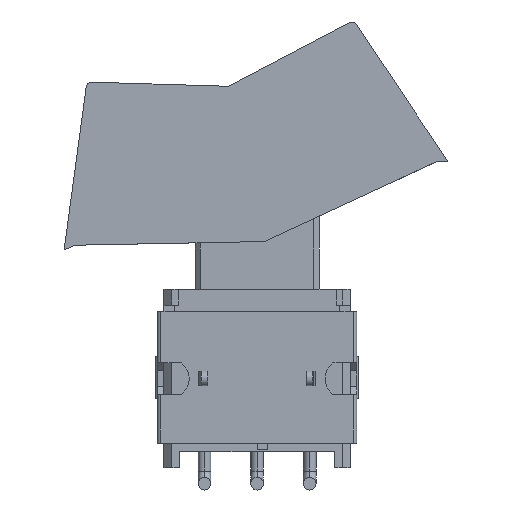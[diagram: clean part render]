
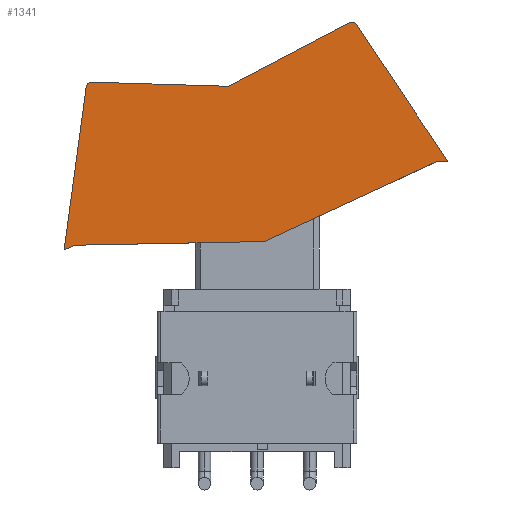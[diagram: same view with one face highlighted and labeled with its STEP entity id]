
A CAD part, front view. The second image highlights one B-rep face of the part: STEP entity #1341.
In plain terms, the highlighted planar face has unit normal (0, -1, 0).
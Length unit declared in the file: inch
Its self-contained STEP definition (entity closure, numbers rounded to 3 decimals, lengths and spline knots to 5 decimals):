
#1327 = EDGE_CURVE( '', #3787, #2787, #3863, .T. );
#1341 = ADVANCED_FACE( '', ( #3878 ), #3879, .F. );
#1513 = EDGE_CURVE( '', #1687, #1999, #4071, .T. );
#1589 = VERTEX_POINT( '', #4150 );
#1619 = EDGE_CURVE( '', #2787, #1687, #4182, .T. );
#1669 = EDGE_CURVE( '', #1999, #1589, #4238, .T. );
#1687 = VERTEX_POINT( '', #4257 );
#1775 = EDGE_CURVE( '', #1589, #3287, #4352, .T. );
#1891 = EDGE_CURVE( '', #2859, #3787, #4480, .T. );
#1999 = VERTEX_POINT( '', #4599 );
#2029 = VERTEX_POINT( '', #4629 );
#2165 = VERTEX_POINT( '', #4780 );
#2183 = EDGE_CURVE( '', #3653, #2165, #4798, .T. );
#2747 = EDGE_CURVE( '', #2029, #2859, #5426, .T. );
#2787 = VERTEX_POINT( '', #5468 );
#2859 = VERTEX_POINT( '', #5546 );
#2951 = EDGE_CURVE( '', #3287, #3653, #5647, .T. );
#3039 = EDGE_CURVE( '', #2165, #2029, #5742, .T. );
#3287 = VERTEX_POINT( '', #6025 );
#3653 = VERTEX_POINT( '', #6420 );
#3787 = VERTEX_POINT( '', #6562 );
#3863 = CIRCLE( '', #6642, 0.01 );
#3878 = FACE_OUTER_BOUND( '', #6663, .T. );
#3879 = PLANE( '', #6664 );
#4071 = LINE( '', #6946, #6947 );
#4150 = CARTESIAN_POINT( '', ( 0.0136, -0.13, 0.09098 ) );
#4182 = LINE( '', #7110, #7111 );
#4238 = LINE( '', #7190, #7191 );
#4257 = CARTESIAN_POINT( '', ( 0.36227, -0.13, 0.24332 ) );
#4352 = LINE( '', #7354, #7355 );
#4480 = LINE( '', #7541, #7542 );
#4599 = CARTESIAN_POINT( '', ( 0.34075, -0.13, 0.24274 ) );
#4629 = CARTESIAN_POINT( '', ( -0.31436, -0.13, 0.39372 ) );
#4780 = CARTESIAN_POINT( '', ( -0.32457, -0.13, 0.38506 ) );
#4798 = LINE( '', #8003, #8004 );
#5426 = LINE( '', #8881, #8882 );
#5468 = CARTESIAN_POINT( '', ( 0.18863, -0.13, 0.50354 ) );
#5546 = CARTESIAN_POINT( '', ( -0.05448, -0.13, 0.38589 ) );
#5647 = LINE( '', #9180, #9181 );
#5742 = CIRCLE( '', #9321, 0.01 );
#6025 = CARTESIAN_POINT( '', ( -0.34696, -0.13, 0.08397 ) );
#6420 = CARTESIAN_POINT( '', ( -0.36656, -0.13, 0.07506 ) );
#6562 = CARTESIAN_POINT( '', ( 0.17566, -0.13, 0.50685 ) );
#6642 = AXIS2_PLACEMENT_3D( '', #10523, #10524, #10525 );
#6663 = EDGE_LOOP( '', ( #10538, #10539, #10540, #10541, #10542, #10543, #10544, #10545, #10546, #10547 ) );
#6664 = AXIS2_PLACEMENT_3D( '', #10548, #10549, #10550 );
#6946 = CARTESIAN_POINT( '', ( 0.36227, -0.13, 0.24332 ) );
#6947 = VECTOR( '', #10803, 1. );
#7110 = CARTESIAN_POINT( '', ( 0.18863, -0.13, 0.50354 ) );
#7111 = VECTOR( '', #10878, 1. );
#7190 = CARTESIAN_POINT( '', ( 0.34075, -0.13, 0.24274 ) );
#7191 = VECTOR( '', #10943, 1. );
#7354 = CARTESIAN_POINT( '', ( 0.0136, -0.13, 0.09098 ) );
#7355 = VECTOR( '', #11053, 1. );
#7541 = CARTESIAN_POINT( '', ( -0.05448, -0.13, 0.38589 ) );
#7542 = VECTOR( '', #11211, 1. );
#8003 = CARTESIAN_POINT( '', ( -0.36656, -0.13, 0.07506 ) );
#8004 = VECTOR( '', #11546, 1. );
#8881 = CARTESIAN_POINT( '', ( -0.31436, -0.13, 0.39372 ) );
#8882 = VECTOR( '', #12301, 1. );
#9180 = CARTESIAN_POINT( '', ( -0.34696, -0.13, 0.08397 ) );
#9181 = VECTOR( '', #12527, 1. );
#9321 = AXIS2_PLACEMENT_3D( '', #12613, #12614, #12615 );
#10523 = CARTESIAN_POINT( '', ( 0.18031, -0.13, 0.498 ) );
#10524 = DIRECTION( '', ( 0., 1., 0. ) );
#10525 = DIRECTION( '', ( -0.465, 0., 0.885 ) );
#10538 = ORIENTED_EDGE( '', *, *, #1669, .F. );
#10539 = ORIENTED_EDGE( '', *, *, #1513, .F. );
#10540 = ORIENTED_EDGE( '', *, *, #1619, .F. );
#10541 = ORIENTED_EDGE( '', *, *, #1327, .F. );
#10542 = ORIENTED_EDGE( '', *, *, #1891, .F. );
#10543 = ORIENTED_EDGE( '', *, *, #2747, .F. );
#10544 = ORIENTED_EDGE( '', *, *, #3039, .F. );
#10545 = ORIENTED_EDGE( '', *, *, #2183, .F. );
#10546 = ORIENTED_EDGE( '', *, *, #2951, .F. );
#10547 = ORIENTED_EDGE( '', *, *, #1775, .F. );
#10548 = CARTESIAN_POINT( '', ( -0.00001, -0.13, 0.14993 ) );
#10549 = DIRECTION( '', ( 0., 1., 0. ) );
#10550 = DIRECTION( '', ( -0.974, 0., -0.225 ) );
#10803 = DIRECTION( '', ( -1., 0., -0.027 ) );
#10878 = DIRECTION( '', ( 0.555, 0., -0.832 ) );
#10943 = DIRECTION( '', ( -0.907, 0., -0.421 ) );
#11053 = DIRECTION( '', ( -1., 0., -0.019 ) );
#11211 = DIRECTION( '', ( 0.885, 0., 0.465 ) );
#11546 = DIRECTION( '', ( 0.134, 0., 0.991 ) );
#12301 = DIRECTION( '', ( 1., 0., -0.03 ) );
#12527 = DIRECTION( '', ( -0.91, 0., -0.414 ) );
#12613 = CARTESIAN_POINT( '', ( -0.31466, -0.13, 0.38373 ) );
#12614 = DIRECTION( '', ( 0., 1., 0. ) );
#12615 = DIRECTION( '', ( -0.991, 0., 0.134 ) );
